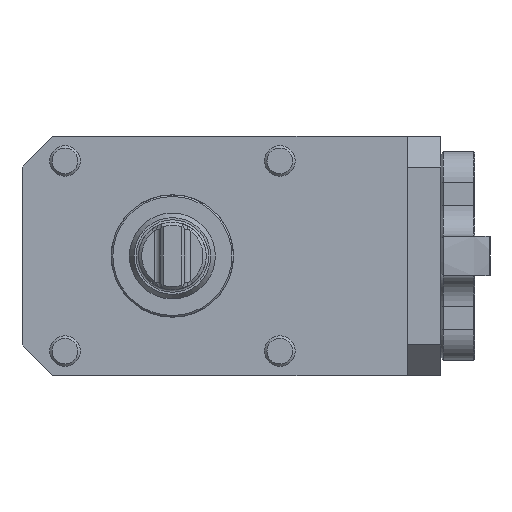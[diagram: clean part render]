
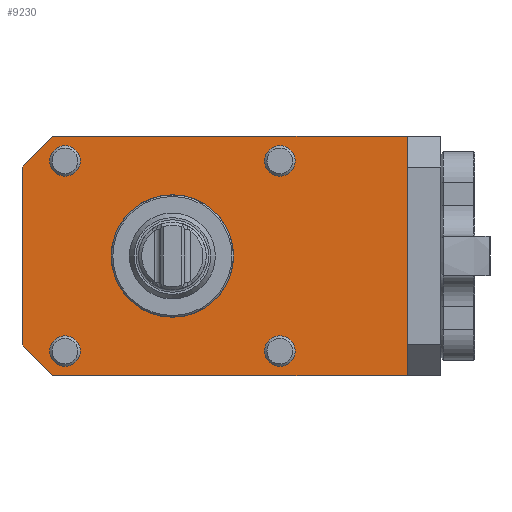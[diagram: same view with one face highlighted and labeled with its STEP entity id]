
A CAD part, front view. The second image highlights one B-rep face of the part: STEP entity #9230.
In plain terms, the highlighted planar face has unit normal (0, -1, 0).
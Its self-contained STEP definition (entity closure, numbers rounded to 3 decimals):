
#196 = DIRECTION ( 'NONE',  ( 0., 0., 1. ) ) ;
#262 = DIRECTION ( 'NONE',  ( 0., 0., -1. ) ) ;
#641 = EDGE_CURVE ( 'NONE', #15867, #10979, #4366, .T. ) ;
#870 = VERTEX_POINT ( 'NONE', #5339 ) ;
#950 = DIRECTION ( 'NONE',  ( 0., 1., 0. ) ) ;
#1189 = FACE_BOUND ( 'NONE', #13260, .T. ) ;
#1447 = ORIENTED_EDGE ( 'NONE', *, *, #18063, .T. ) ;
#2547 = DIRECTION ( 'NONE',  ( 0.707, 0., -0.707 ) ) ;
#2655 = VERTEX_POINT ( 'NONE', #15512 ) ;
#2710 = ORIENTED_EDGE ( 'NONE', *, *, #8228, .T. ) ;
#2740 = CARTESIAN_POINT ( 'NONE',  ( -49., 32., 29. ) ) ;
#2852 = DIRECTION ( 'NONE',  ( 0., 1., 0. ) ) ;
#2997 = FACE_BOUND ( 'NONE', #13166, .T. ) ;
#3073 = EDGE_CURVE ( 'NONE', #10320, #10320, #17380, .T. ) ;
#3374 = ORIENTED_EDGE ( 'NONE', *, *, #17758, .T. ) ;
#3378 = AXIS2_PLACEMENT_3D ( 'NONE', #10121, #2852, #11971 ) ;
#3482 = VECTOR ( 'NONE', #196, 1000. ) ;
#3614 = CARTESIAN_POINT ( 'NONE',  ( -35., 32., 36. ) ) ;
#3910 = CARTESIAN_POINT ( 'NONE',  ( 76.5, 32., -39. ) ) ;
#4119 = EDGE_CURVE ( 'NONE', #870, #870, #12487, .T. ) ;
#4366 = LINE ( 'NONE', #19171, #21893 ) ;
#4464 = CARTESIAN_POINT ( 'NONE',  ( 0., 32., 0. ) ) ;
#4811 = FACE_BOUND ( 'NONE', #21556, .T. ) ;
#4853 = ORIENTED_EDGE ( 'NONE', *, *, #9735, .F. ) ;
#5339 = CARTESIAN_POINT ( 'NONE',  ( 0., 32., -19.75 ) ) ;
#5381 = VECTOR ( 'NONE', #23279, 1000. ) ;
#5435 = ORIENTED_EDGE ( 'NONE', *, *, #16914, .T. ) ;
#5635 = EDGE_CURVE ( 'NONE', #2655, #12596, #7128, .T. ) ;
#5792 = DIRECTION ( 'NONE',  ( -0.707, 0., -0.707 ) ) ;
#5963 = CARTESIAN_POINT ( 'NONE',  ( -35., 32., -31. ) ) ;
#6138 = ORIENTED_EDGE ( 'NONE', *, *, #641, .T. ) ;
#6381 = DIRECTION ( 'NONE',  ( 0., -1., 0. ) ) ;
#6387 = ORIENTED_EDGE ( 'NONE', *, *, #3073, .T. ) ;
#6527 = VECTOR ( 'NONE', #5792, 1000. ) ;
#6995 = ORIENTED_EDGE ( 'NONE', *, *, #13577, .F. ) ;
#7128 = LINE ( 'NONE', #16873, #10720 ) ;
#7131 = VERTEX_POINT ( 'NONE', #12891 ) ;
#7138 = EDGE_LOOP ( 'NONE', ( #6387 ) ) ;
#7192 = CARTESIAN_POINT ( 'NONE',  ( 0., 32., 39. ) ) ;
#7294 = AXIS2_PLACEMENT_3D ( 'NONE', #21567, #950, #17433 ) ;
#7320 = DIRECTION ( 'NONE',  ( 1., 0., 0. ) ) ;
#7450 = EDGE_LOOP ( 'NONE', ( #5435, #6995, #6138, #4853, #11776, #12284 ) ) ;
#8228 = EDGE_CURVE ( 'NONE', #7131, #7131, #17723, .T. ) ;
#8556 = VECTOR ( 'NONE', #7320, 1000. ) ;
#9230 = ADVANCED_FACE ( 'Defeature completata1_293', ( #23001, #4811, #2997, #10403, #10023, #1189 ), #21199, .F. ) ;
#9735 = EDGE_CURVE ( 'NONE', #12596, #10979, #20873, .T. ) ;
#10023 = FACE_BOUND ( 'NONE', #16995, .T. ) ;
#10121 = CARTESIAN_POINT ( 'NONE',  ( 35., 32., 31. ) ) ;
#10320 = VERTEX_POINT ( 'NONE', #19776 ) ;
#10403 = FACE_BOUND ( 'NONE', #7138, .T. ) ;
#10544 = VERTEX_POINT ( 'NONE', #19979 ) ;
#10658 = AXIS2_PLACEMENT_3D ( 'NONE', #16262, #23623, #14455 ) ;
#10720 = VECTOR ( 'NONE', #262, 1000. ) ;
#10979 = VERTEX_POINT ( 'NONE', #22411 ) ;
#11776 = ORIENTED_EDGE ( 'NONE', *, *, #5635, .F. ) ;
#11971 = DIRECTION ( 'NONE',  ( 0., 0., -1. ) ) ;
#12263 = ORIENTED_EDGE ( 'NONE', *, *, #4119, .F. ) ;
#12284 = ORIENTED_EDGE ( 'NONE', *, *, #13922, .F. ) ;
#12487 = CIRCLE ( 'NONE', #14830, 19.75 ) ;
#12596 = VERTEX_POINT ( 'NONE', #3910 ) ;
#12790 = CARTESIAN_POINT ( 'NONE',  ( -49., 32., -29. ) ) ;
#12842 = AXIS2_PLACEMENT_3D ( 'NONE', #18192, #18318, #17853 ) ;
#12891 = CARTESIAN_POINT ( 'NONE',  ( 35., 32., 26. ) ) ;
#13166 = EDGE_LOOP ( 'NONE', ( #1447 ) ) ;
#13260 = EDGE_LOOP ( 'NONE', ( #3374 ) ) ;
#13577 = EDGE_CURVE ( 'NONE', #15867, #16367, #20426, .T. ) ;
#13922 = EDGE_CURVE ( 'NONE', #20885, #2655, #16580, .T. ) ;
#14455 = DIRECTION ( 'NONE',  ( 0., 0., 1. ) ) ;
#14830 = AXIS2_PLACEMENT_3D ( 'NONE', #4464, #6381, #21210 ) ;
#14936 = CIRCLE ( 'NONE', #10658, 5. ) ;
#15049 = LINE ( 'NONE', #22407, #6527 ) ;
#15512 = CARTESIAN_POINT ( 'NONE',  ( 76.5, 32., 39. ) ) ;
#15867 = VERTEX_POINT ( 'NONE', #12790 ) ;
#16262 = CARTESIAN_POINT ( 'NONE',  ( -35., 32., 31. ) ) ;
#16364 = VERTEX_POINT ( 'NONE', #3614 ) ;
#16367 = VERTEX_POINT ( 'NONE', #2740 ) ;
#16580 = LINE ( 'NONE', #7192, #8556 ) ;
#16810 = CARTESIAN_POINT ( 'NONE',  ( -49., 32., 0. ) ) ;
#16873 = CARTESIAN_POINT ( 'NONE',  ( 76.5, 32., 0. ) ) ;
#16914 = EDGE_CURVE ( 'NONE', #20885, #16367, #15049, .T. ) ;
#16995 = EDGE_LOOP ( 'NONE', ( #2710 ) ) ;
#17380 = CIRCLE ( 'NONE', #19319, 5. ) ;
#17433 = DIRECTION ( 'NONE',  ( 0., 0., 1. ) ) ;
#17487 = DIRECTION ( 'NONE',  ( 0., 0., 1. ) ) ;
#17723 = CIRCLE ( 'NONE', #3378, 5. ) ;
#17758 = EDGE_CURVE ( 'NONE', #10544, #10544, #23267, .T. ) ;
#17836 = CARTESIAN_POINT ( 'NONE',  ( 0., 32., -39. ) ) ;
#17853 = DIRECTION ( 'NONE',  ( 0., 0., -1. ) ) ;
#18063 = EDGE_CURVE ( 'NONE', #16364, #16364, #14936, .T. ) ;
#18070 = CARTESIAN_POINT ( 'NONE',  ( -39., 32., 39. ) ) ;
#18192 = CARTESIAN_POINT ( 'NONE',  ( 35., 32., -31. ) ) ;
#18318 = DIRECTION ( 'NONE',  ( 0., 1., 0. ) ) ;
#19171 = CARTESIAN_POINT ( 'NONE',  ( -39., 32., -39. ) ) ;
#19319 = AXIS2_PLACEMENT_3D ( 'NONE', #5963, #20766, #17487 ) ;
#19776 = CARTESIAN_POINT ( 'NONE',  ( -35., 32., -26. ) ) ;
#19979 = CARTESIAN_POINT ( 'NONE',  ( 35., 32., -36. ) ) ;
#20426 = LINE ( 'NONE', #16810, #3482 ) ;
#20766 = DIRECTION ( 'NONE',  ( 0., 1., 0. ) ) ;
#20873 = LINE ( 'NONE', #17836, #5381 ) ;
#20885 = VERTEX_POINT ( 'NONE', #18070 ) ;
#21199 = PLANE ( 'NONE',  #7294 ) ;
#21210 = DIRECTION ( 'NONE',  ( 0., 0., -1. ) ) ;
#21556 = EDGE_LOOP ( 'NONE', ( #12263 ) ) ;
#21567 = CARTESIAN_POINT ( 'NONE',  ( 0., 32., 0. ) ) ;
#21893 = VECTOR ( 'NONE', #2547, 1000. ) ;
#22407 = CARTESIAN_POINT ( 'NONE',  ( -49., 32., 29. ) ) ;
#22411 = CARTESIAN_POINT ( 'NONE',  ( -39., 32., -39. ) ) ;
#23001 = FACE_OUTER_BOUND ( 'NONE', #7450, .T. ) ;
#23267 = CIRCLE ( 'NONE', #12842, 5. ) ;
#23279 = DIRECTION ( 'NONE',  ( -1., 0., 0. ) ) ;
#23623 = DIRECTION ( 'NONE',  ( 0., 1., 0. ) ) ;
